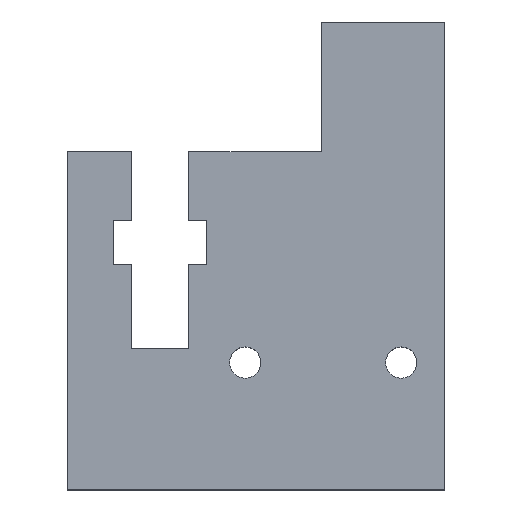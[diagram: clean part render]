
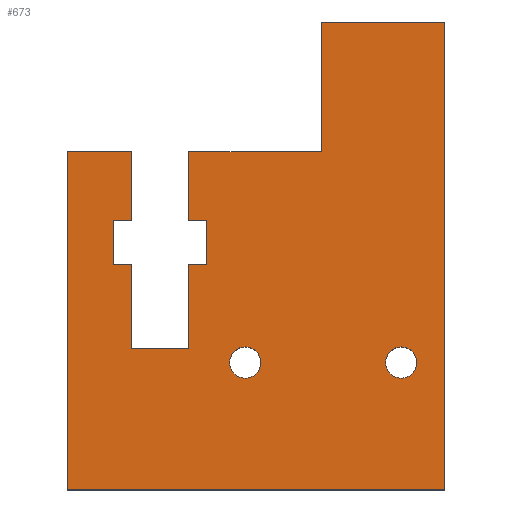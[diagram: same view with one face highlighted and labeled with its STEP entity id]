
A CAD part, top view. The second image highlights one B-rep face of the part: STEP entity #673.
In plain terms, the highlighted planar face has unit normal (0, 0, 1).
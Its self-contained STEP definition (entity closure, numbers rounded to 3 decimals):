
#24 = VERTEX_POINT('',#25);
#25 = CARTESIAN_POINT('',(69.25,0.,37.875));
#31 = EDGE_CURVE('',#24,#32,#34,.T.);
#32 = VERTEX_POINT('',#33);
#33 = CARTESIAN_POINT('',(76.75,0.,37.875));
#34 = LINE('',#35,#36);
#35 = CARTESIAN_POINT('',(69.25,0.,37.875));
#36 = VECTOR('',#37,1.);
#37 = DIRECTION('',(1.,0.,0.));
#62 = EDGE_CURVE('',#32,#63,#65,.T.);
#63 = VERTEX_POINT('',#64);
#64 = CARTESIAN_POINT('',(76.75,-28.5,37.875));
#65 = LINE('',#66,#67);
#66 = CARTESIAN_POINT('',(76.75,0.,37.875));
#67 = VECTOR('',#68,1.);
#68 = DIRECTION('',(0.,-1.,0.));
#93 = EDGE_CURVE('',#63,#94,#96,.T.);
#94 = VERTEX_POINT('',#95);
#95 = CARTESIAN_POINT('',(53.75,-28.5,37.875));
#96 = LINE('',#97,#98);
#97 = CARTESIAN_POINT('',(76.75,-28.5,37.875));
#98 = VECTOR('',#99,1.);
#99 = DIRECTION('',(-1.,0.,0.));
#124 = EDGE_CURVE('',#94,#125,#127,.T.);
#125 = VERTEX_POINT('',#126);
#126 = CARTESIAN_POINT('',(53.75,-7.9,37.875));
#127 = LINE('',#128,#129);
#128 = CARTESIAN_POINT('',(53.75,-28.5,37.875));
#129 = VECTOR('',#130,1.);
#130 = DIRECTION('',(0.,1.,0.));
#155 = EDGE_CURVE('',#125,#156,#158,.T.);
#156 = VERTEX_POINT('',#157);
#157 = CARTESIAN_POINT('',(57.65,-7.9,37.875));
#158 = LINE('',#159,#160);
#159 = CARTESIAN_POINT('',(53.75,-7.9,37.875));
#160 = VECTOR('',#161,1.);
#161 = DIRECTION('',(1.,0.,0.));
#186 = EDGE_CURVE('',#156,#187,#189,.T.);
#187 = VERTEX_POINT('',#188);
#188 = CARTESIAN_POINT('',(57.65,-12.1,37.875));
#189 = LINE('',#190,#191);
#190 = CARTESIAN_POINT('',(57.65,-7.9,37.875));
#191 = VECTOR('',#192,1.);
#192 = DIRECTION('',(0.,-1.,0.));
#217 = EDGE_CURVE('',#187,#218,#220,.T.);
#218 = VERTEX_POINT('',#219);
#219 = CARTESIAN_POINT('',(56.55,-12.1,37.875));
#220 = LINE('',#221,#222);
#221 = CARTESIAN_POINT('',(57.65,-12.1,37.875));
#222 = VECTOR('',#223,1.);
#223 = DIRECTION('',(-1.,0.,0.));
#248 = EDGE_CURVE('',#218,#249,#251,.T.);
#249 = VERTEX_POINT('',#250);
#250 = CARTESIAN_POINT('',(56.55,-14.8,37.875));
#251 = LINE('',#252,#253);
#252 = CARTESIAN_POINT('',(56.55,-12.1,37.875));
#253 = VECTOR('',#254,1.);
#254 = DIRECTION('',(0.,-1.,0.));
#279 = EDGE_CURVE('',#249,#280,#282,.T.);
#280 = VERTEX_POINT('',#281);
#281 = CARTESIAN_POINT('',(57.65,-14.8,37.875));
#282 = LINE('',#283,#284);
#283 = CARTESIAN_POINT('',(56.55,-14.8,37.875));
#284 = VECTOR('',#285,1.);
#285 = DIRECTION('',(1.,0.,0.));
#310 = EDGE_CURVE('',#280,#311,#313,.T.);
#311 = VERTEX_POINT('',#312);
#312 = CARTESIAN_POINT('',(57.65,-19.9,37.875));
#313 = LINE('',#314,#315);
#314 = CARTESIAN_POINT('',(57.65,-14.8,37.875));
#315 = VECTOR('',#316,1.);
#316 = DIRECTION('',(0.,-1.,0.));
#341 = EDGE_CURVE('',#311,#342,#344,.T.);
#342 = VERTEX_POINT('',#343);
#343 = CARTESIAN_POINT('',(61.15,-19.9,37.875));
#344 = LINE('',#345,#346);
#345 = CARTESIAN_POINT('',(57.65,-19.9,37.875));
#346 = VECTOR('',#347,1.);
#347 = DIRECTION('',(1.,0.,0.));
#372 = EDGE_CURVE('',#342,#373,#375,.T.);
#373 = VERTEX_POINT('',#374);
#374 = CARTESIAN_POINT('',(61.15,-14.8,37.875));
#375 = LINE('',#376,#377);
#376 = CARTESIAN_POINT('',(61.15,-19.9,37.875));
#377 = VECTOR('',#378,1.);
#378 = DIRECTION('',(0.,1.,0.));
#403 = EDGE_CURVE('',#373,#404,#406,.T.);
#404 = VERTEX_POINT('',#405);
#405 = CARTESIAN_POINT('',(62.25,-14.8,37.875));
#406 = LINE('',#407,#408);
#407 = CARTESIAN_POINT('',(61.15,-14.8,37.875));
#408 = VECTOR('',#409,1.);
#409 = DIRECTION('',(1.,0.,0.));
#434 = EDGE_CURVE('',#404,#435,#437,.T.);
#435 = VERTEX_POINT('',#436);
#436 = CARTESIAN_POINT('',(62.25,-12.1,37.875));
#437 = LINE('',#438,#439);
#438 = CARTESIAN_POINT('',(62.25,-14.8,37.875));
#439 = VECTOR('',#440,1.);
#440 = DIRECTION('',(0.,1.,0.));
#465 = EDGE_CURVE('',#435,#466,#468,.T.);
#466 = VERTEX_POINT('',#467);
#467 = CARTESIAN_POINT('',(61.15,-12.1,37.875));
#468 = LINE('',#469,#470);
#469 = CARTESIAN_POINT('',(62.25,-12.1,37.875));
#470 = VECTOR('',#471,1.);
#471 = DIRECTION('',(-1.,0.,0.));
#496 = EDGE_CURVE('',#466,#497,#499,.T.);
#497 = VERTEX_POINT('',#498);
#498 = CARTESIAN_POINT('',(61.15,-7.9,37.875));
#499 = LINE('',#500,#501);
#500 = CARTESIAN_POINT('',(61.15,-12.1,37.875));
#501 = VECTOR('',#502,1.);
#502 = DIRECTION('',(0.,1.,0.));
#527 = EDGE_CURVE('',#497,#528,#530,.T.);
#528 = VERTEX_POINT('',#529);
#529 = CARTESIAN_POINT('',(69.25,-7.9,37.875));
#530 = LINE('',#531,#532);
#531 = CARTESIAN_POINT('',(61.15,-7.9,37.875));
#532 = VECTOR('',#533,1.);
#533 = DIRECTION('',(1.,0.,0.));
#558 = EDGE_CURVE('',#528,#24,#559,.T.);
#559 = LINE('',#560,#561);
#560 = CARTESIAN_POINT('',(69.25,-7.9,37.875));
#561 = VECTOR('',#562,1.);
#562 = DIRECTION('',(0.,1.,0.));
#582 = VERTEX_POINT('',#583);
#583 = CARTESIAN_POINT('',(75.05,-20.75,37.875));
#589 = EDGE_CURVE('',#582,#582,#590,.T.);
#590 = CIRCLE('',#591,0.95);
#591 = AXIS2_PLACEMENT_3D('',#592,#593,#594);
#592 = CARTESIAN_POINT('',(74.1,-20.75,37.875));
#593 = DIRECTION('',(0.,0.,1.));
#594 = DIRECTION('',(1.,0.,0.));
#615 = VERTEX_POINT('',#616);
#616 = CARTESIAN_POINT('',(65.55,-20.75,37.875));
#622 = EDGE_CURVE('',#615,#615,#623,.T.);
#623 = CIRCLE('',#624,0.95);
#624 = AXIS2_PLACEMENT_3D('',#625,#626,#627);
#625 = CARTESIAN_POINT('',(64.6,-20.75,37.875));
#626 = DIRECTION('',(0.,0.,1.));
#627 = DIRECTION('',(1.,0.,0.));
#673 = ADVANCED_FACE('',(#674,#694,#697),#700,.F.);
#674 = FACE_BOUND('',#675,.F.);
#675 = EDGE_LOOP('',(#676,#677,#678,#679,#680,#681,#682,#683,#684,#685,
    #686,#687,#688,#689,#690,#691,#692,#693));
#676 = ORIENTED_EDGE('',*,*,#31,.T.);
#677 = ORIENTED_EDGE('',*,*,#62,.T.);
#678 = ORIENTED_EDGE('',*,*,#93,.T.);
#679 = ORIENTED_EDGE('',*,*,#124,.T.);
#680 = ORIENTED_EDGE('',*,*,#155,.T.);
#681 = ORIENTED_EDGE('',*,*,#186,.T.);
#682 = ORIENTED_EDGE('',*,*,#217,.T.);
#683 = ORIENTED_EDGE('',*,*,#248,.T.);
#684 = ORIENTED_EDGE('',*,*,#279,.T.);
#685 = ORIENTED_EDGE('',*,*,#310,.T.);
#686 = ORIENTED_EDGE('',*,*,#341,.T.);
#687 = ORIENTED_EDGE('',*,*,#372,.T.);
#688 = ORIENTED_EDGE('',*,*,#403,.T.);
#689 = ORIENTED_EDGE('',*,*,#434,.T.);
#690 = ORIENTED_EDGE('',*,*,#465,.T.);
#691 = ORIENTED_EDGE('',*,*,#496,.T.);
#692 = ORIENTED_EDGE('',*,*,#527,.T.);
#693 = ORIENTED_EDGE('',*,*,#558,.T.);
#694 = FACE_BOUND('',#695,.F.);
#695 = EDGE_LOOP('',(#696));
#696 = ORIENTED_EDGE('',*,*,#589,.T.);
#697 = FACE_BOUND('',#698,.F.);
#698 = EDGE_LOOP('',(#699));
#699 = ORIENTED_EDGE('',*,*,#622,.T.);
#700 = PLANE('',#701);
#701 = AXIS2_PLACEMENT_3D('',#702,#703,#704);
#702 = CARTESIAN_POINT('',(64.918,-15.411,37.875));
#703 = DIRECTION('',(0.,0.,-1.));
#704 = DIRECTION('',(-1.,0.,0.));
